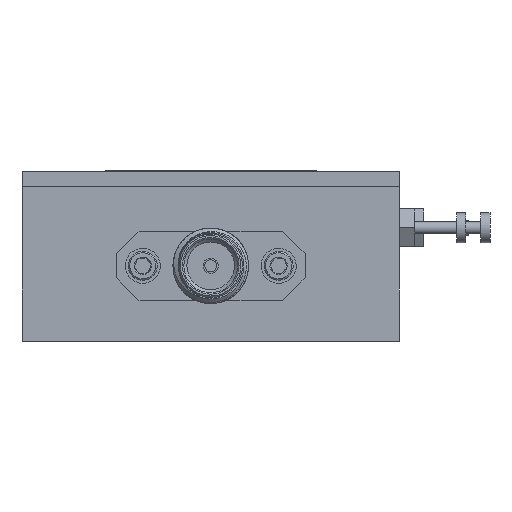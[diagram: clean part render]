
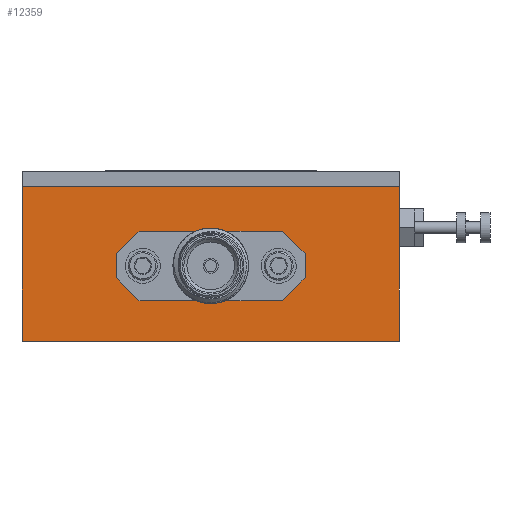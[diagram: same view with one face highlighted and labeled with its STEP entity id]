
A CAD part, left-side view. The second image highlights one B-rep face of the part: STEP entity #12359.
In plain terms, the highlighted planar face has unit normal (-1, 0, 0).
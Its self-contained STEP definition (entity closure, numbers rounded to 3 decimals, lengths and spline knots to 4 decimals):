
#374 = EDGE_CURVE ( 'NONE', #21323, #43577, #53790, .T. ) ;
#9929 = VECTOR ( 'NONE', #18499, 39.3701 ) ;
#10166 = EDGE_LOOP ( 'NONE', ( #41394, #47377, #55461, #29378 ) ) ;
#11950 = CARTESIAN_POINT ( 'NONE',  ( -0.625, 0.625, 0.2315 ) ) ;
#12359 = ADVANCED_FACE ( 'NONE', ( #63818 ), #45098, .F. ) ;
#12594 = CARTESIAN_POINT ( 'NONE',  ( -0.625, 0.625, 0.2815 ) ) ;
#14375 = CARTESIAN_POINT ( 'NONE',  ( -0.625, -0.625, -0.2815 ) ) ;
#16761 = CARTESIAN_POINT ( 'NONE',  ( -0.625, -0.625, 0.2815 ) ) ;
#18499 = DIRECTION ( 'NONE',  ( 0., 0., -1. ) ) ;
#20043 = AXIS2_PLACEMENT_3D ( 'NONE', #54887, #50096, #25121 ) ;
#21323 = VERTEX_POINT ( 'NONE', #11950 ) ;
#25121 = DIRECTION ( 'NONE',  ( 0., 0., -1. ) ) ;
#26102 = LINE ( 'NONE', #12594, #35458 ) ;
#29378 = ORIENTED_EDGE ( 'NONE', *, *, #44639, .F. ) ;
#33735 = DIRECTION ( 'NONE',  ( 0., -1., 0. ) ) ;
#35458 = VECTOR ( 'NONE', #57333, 39.3701 ) ;
#35798 = LINE ( 'NONE', #14375, #39693 ) ;
#36326 = LINE ( 'NONE', #16761, #9929 ) ;
#39615 = VERTEX_POINT ( 'NONE', #49251 ) ;
#39693 = VECTOR ( 'NONE', #64134, 39.3701 ) ;
#41394 = ORIENTED_EDGE ( 'NONE', *, *, #374, .F. ) ;
#43577 = VERTEX_POINT ( 'NONE', #48462 ) ;
#44639 = EDGE_CURVE ( 'NONE', #43577, #48980, #36326, .T. ) ;
#45098 = PLANE ( 'NONE',  #20043 ) ;
#47377 = ORIENTED_EDGE ( 'NONE', *, *, #54261, .T. ) ;
#48219 = CARTESIAN_POINT ( 'NONE',  ( -0.625, -0.625, -0.2815 ) ) ;
#48462 = CARTESIAN_POINT ( 'NONE',  ( -0.625, -0.625, 0.2315 ) ) ;
#48980 = VERTEX_POINT ( 'NONE', #48219 ) ;
#49251 = CARTESIAN_POINT ( 'NONE',  ( -0.625, 0.625, -0.2815 ) ) ;
#50096 = DIRECTION ( 'NONE',  ( 1., 0., 0. ) ) ;
#53790 = LINE ( 'NONE', #62861, #60096 ) ;
#54261 = EDGE_CURVE ( 'NONE', #21323, #39615, #26102, .T. ) ;
#54887 = CARTESIAN_POINT ( 'NONE',  ( -0.625, -0.625, 0.2815 ) ) ;
#55461 = ORIENTED_EDGE ( 'NONE', *, *, #62562, .T. ) ;
#57333 = DIRECTION ( 'NONE',  ( 0., 0., -1. ) ) ;
#60096 = VECTOR ( 'NONE', #33735, 39.3701 ) ;
#62562 = EDGE_CURVE ( 'NONE', #39615, #48980, #35798, .T. ) ;
#62861 = CARTESIAN_POINT ( 'NONE',  ( -0.625, -0.625, 0.2315 ) ) ;
#63818 = FACE_OUTER_BOUND ( 'NONE', #10166, .T. ) ;
#64134 = DIRECTION ( 'NONE',  ( 0., -1., 0. ) ) ;
